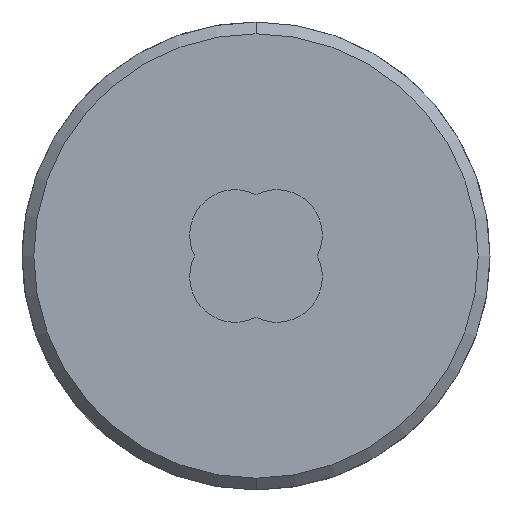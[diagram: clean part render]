
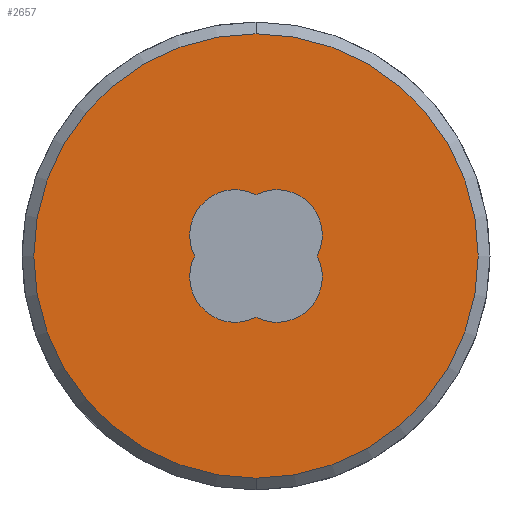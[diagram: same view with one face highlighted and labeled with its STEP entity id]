
A CAD part, front view. The second image highlights one B-rep face of the part: STEP entity #2657.
In plain terms, the highlighted planar face has unit normal (0, -1, 0).
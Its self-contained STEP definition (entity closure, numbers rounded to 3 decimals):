
#51 = DIRECTION ( 'NONE',  ( -1., 0., 0. ) ) ;
#55 = CIRCLE ( 'NONE', #4954, 1.638 ) ;
#261 = DIRECTION ( 'NONE',  ( -1., 0., 0. ) ) ;
#278 = CARTESIAN_POINT ( 'NONE',  ( -5.576, 8.532, 0.911 ) ) ;
#301 = ORIENTED_EDGE ( 'NONE', *, *, #3782, .T. ) ;
#341 = FACE_BOUND ( 'NONE', #1299, .T. ) ;
#524 = DIRECTION ( 'NONE',  ( 0., 1., 0. ) ) ;
#644 = DIRECTION ( 'NONE',  ( 0., 1., 0. ) ) ;
#717 = AXIS2_PLACEMENT_3D ( 'NONE', #2085, #858, #2518 ) ;
#858 = DIRECTION ( 'NONE',  ( 0., 1., 0. ) ) ;
#905 = DIRECTION ( 'NONE',  ( -1., 0., 0. ) ) ;
#1016 = EDGE_CURVE ( 'NONE', #1351, #2310, #5277, .T. ) ;
#1073 = CIRCLE ( 'NONE', #1418, 8. ) ;
#1109 = DIRECTION ( 'NONE',  ( 0., 1., 0. ) ) ;
#1186 = EDGE_CURVE ( 'NONE', #4998, #1351, #3895, .T. ) ;
#1299 = EDGE_LOOP ( 'NONE', ( #4532, #5062, #2379, #301, #4460, #4154 ) ) ;
#1302 = DIRECTION ( 'NONE',  ( 0., 1., 0. ) ) ;
#1351 = VERTEX_POINT ( 'NONE', #3241 ) ;
#1360 = DIRECTION ( 'NONE',  ( 0., -1., 0. ) ) ;
#1418 = AXIS2_PLACEMENT_3D ( 'NONE', #4755, #1360, #5161 ) ;
#1630 = DIRECTION ( 'NONE',  ( -1., 0., 0. ) ) ;
#1736 = VERTEX_POINT ( 'NONE', #3877 ) ;
#1770 = EDGE_CURVE ( 'NONE', #3665, #3691, #4341, .T. ) ;
#1874 = EDGE_CURVE ( 'NONE', #3674, #5250, #55, .T. ) ;
#1901 = CARTESIAN_POINT ( 'NONE',  ( -6.326, 8.532, 1.661 ) ) ;
#2079 = CARTESIAN_POINT ( 'NONE',  ( -7.782, 8.532, 0.911 ) ) ;
#2085 = CARTESIAN_POINT ( 'NONE',  ( -6.326, 8.532, 1.661 ) ) ;
#2199 = DIRECTION ( 'NONE',  ( -1., 0., 0. ) ) ;
#2310 = VERTEX_POINT ( 'NONE', #5257 ) ;
#2349 = CARTESIAN_POINT ( 'NONE',  ( -5.576, 8.532, 0.911 ) ) ;
#2379 = ORIENTED_EDGE ( 'NONE', *, *, #4982, .T. ) ;
#2435 = AXIS2_PLACEMENT_3D ( 'NONE', #278, #2965, #3804 ) ;
#2516 = ORIENTED_EDGE ( 'NONE', *, *, #2912, .T. ) ;
#2518 = DIRECTION ( 'NONE',  ( -1., 0., 0. ) ) ;
#2657 = ADVANCED_FACE ( 'NONE', ( #2773, #341 ), #2801, .F. ) ;
#2762 = CIRCLE ( 'NONE', #3461, 1.638 ) ;
#2773 = FACE_OUTER_BOUND ( 'NONE', #3439, .T. ) ;
#2795 = DIRECTION ( 'NONE',  ( -1., 0., 0. ) ) ;
#2801 = PLANE ( 'NONE',  #3219 ) ;
#2843 = CARTESIAN_POINT ( 'NONE',  ( -5.576, 8.532, -1.295 ) ) ;
#2912 = EDGE_CURVE ( 'NONE', #3691, #3665, #1073, .T. ) ;
#2965 = DIRECTION ( 'NONE',  ( 0., -1., 0. ) ) ;
#3176 = DIRECTION ( 'NONE',  ( 0., 1., 0. ) ) ;
#3204 = AXIS2_PLACEMENT_3D ( 'NONE', #4596, #1302, #905 ) ;
#3219 = AXIS2_PLACEMENT_3D ( 'NONE', #2349, #3176, #1630 ) ;
#3241 = CARTESIAN_POINT ( 'NONE',  ( -7.963, 8.532, 1.661 ) ) ;
#3405 = CARTESIAN_POINT ( 'NONE',  ( -5.576, 8.532, 8.911 ) ) ;
#3430 = CARTESIAN_POINT ( 'NONE',  ( -4.826, 8.532, 1.661 ) ) ;
#3439 = EDGE_LOOP ( 'NONE', ( #2516, #4241 ) ) ;
#3461 = AXIS2_PLACEMENT_3D ( 'NONE', #3430, #5083, #261 ) ;
#3641 = CIRCLE ( 'NONE', #3204, 1.638 ) ;
#3665 = VERTEX_POINT ( 'NONE', #4704 ) ;
#3674 = VERTEX_POINT ( 'NONE', #5160 ) ;
#3691 = VERTEX_POINT ( 'NONE', #3405 ) ;
#3782 = EDGE_CURVE ( 'NONE', #1736, #4998, #3641, .T. ) ;
#3804 = DIRECTION ( 'NONE',  ( -1., 0., 0. ) ) ;
#3877 = CARTESIAN_POINT ( 'NONE',  ( -7.963, 8.532, 0.161 ) ) ;
#3895 = CIRCLE ( 'NONE', #4767, 1.638 ) ;
#3979 = AXIS2_PLACEMENT_3D ( 'NONE', #5060, #524, #51 ) ;
#4062 = CIRCLE ( 'NONE', #3979, 1.638 ) ;
#4154 = ORIENTED_EDGE ( 'NONE', *, *, #1016, .T. ) ;
#4241 = ORIENTED_EDGE ( 'NONE', *, *, #1770, .T. ) ;
#4341 = CIRCLE ( 'NONE', #2435, 8. ) ;
#4396 = CARTESIAN_POINT ( 'NONE',  ( -4.826, 8.532, 0.161 ) ) ;
#4460 = ORIENTED_EDGE ( 'NONE', *, *, #1186, .T. ) ;
#4532 = ORIENTED_EDGE ( 'NONE', *, *, #5093, .T. ) ;
#4596 = CARTESIAN_POINT ( 'NONE',  ( -6.326, 8.532, 0.161 ) ) ;
#4704 = CARTESIAN_POINT ( 'NONE',  ( -5.576, 8.532, -7.089 ) ) ;
#4755 = CARTESIAN_POINT ( 'NONE',  ( -5.576, 8.532, 0.911 ) ) ;
#4767 = AXIS2_PLACEMENT_3D ( 'NONE', #1901, #644, #2199 ) ;
#4954 = AXIS2_PLACEMENT_3D ( 'NONE', #4396, #1109, #2795 ) ;
#4982 = EDGE_CURVE ( 'NONE', #5250, #1736, #4062, .T. ) ;
#4998 = VERTEX_POINT ( 'NONE', #2079 ) ;
#5060 = CARTESIAN_POINT ( 'NONE',  ( -6.326, 8.532, 0.161 ) ) ;
#5062 = ORIENTED_EDGE ( 'NONE', *, *, #1874, .T. ) ;
#5083 = DIRECTION ( 'NONE',  ( 0., 1., 0. ) ) ;
#5093 = EDGE_CURVE ( 'NONE', #2310, #3674, #2762, .T. ) ;
#5160 = CARTESIAN_POINT ( 'NONE',  ( -3.37, 8.532, 0.911 ) ) ;
#5161 = DIRECTION ( 'NONE',  ( -1., 0., 0. ) ) ;
#5250 = VERTEX_POINT ( 'NONE', #2843 ) ;
#5257 = CARTESIAN_POINT ( 'NONE',  ( -5.576, 8.532, 3.116 ) ) ;
#5277 = CIRCLE ( 'NONE', #717, 1.638 ) ;
